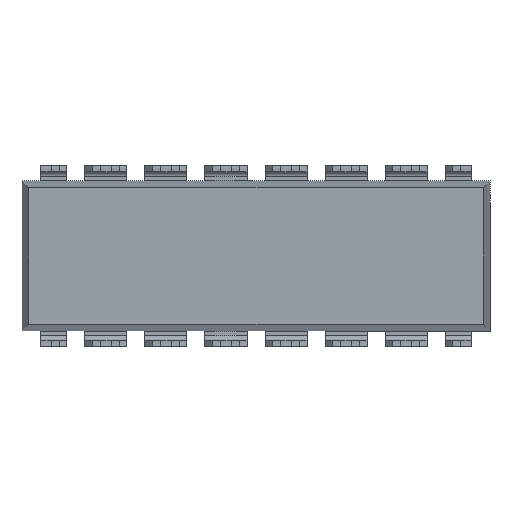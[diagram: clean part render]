
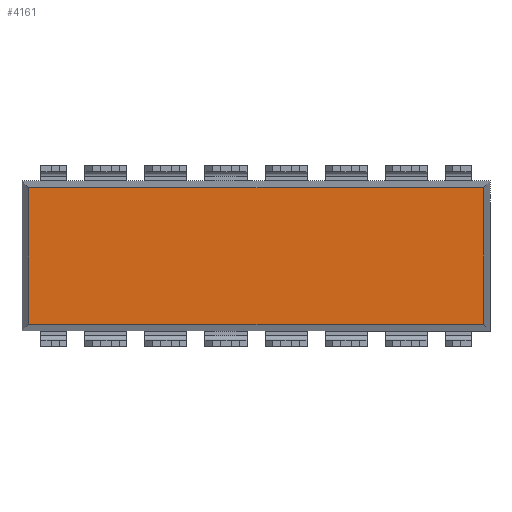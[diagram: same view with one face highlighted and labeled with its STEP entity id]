
A CAD part, front view. The second image highlights one B-rep face of the part: STEP entity #4161.
In plain terms, the highlighted planar face has unit normal (0, -1, 0).
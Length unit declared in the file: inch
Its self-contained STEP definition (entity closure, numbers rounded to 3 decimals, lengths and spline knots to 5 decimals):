
#160 = DIRECTION ( 'NONE',  ( -1., 0., 0. ) ) ;
#299 = CARTESIAN_POINT ( 'NONE',  ( -0.37881, 0.02, 0. ) ) ;
#397 = ORIENTED_EDGE ( 'NONE', *, *, #6083, .T. ) ;
#674 = CARTESIAN_POINT ( 'NONE',  ( -0.37881, 0.02, -0.11381 ) ) ;
#799 = VERTEX_POINT ( 'NONE', #8002 ) ;
#1426 = CARTESIAN_POINT ( 'NONE',  ( 0., 0.02, 0.11381 ) ) ;
#2170 = CARTESIAN_POINT ( 'NONE',  ( 0., 0.02, 0. ) ) ;
#2187 = VERTEX_POINT ( 'NONE', #4834 ) ;
#2703 = VECTOR ( 'NONE', #160, 39.37008 ) ;
#3138 = LINE ( 'NONE', #299, #7343 ) ;
#3376 = DIRECTION ( 'NONE',  ( 1., 0., 0. ) ) ;
#3669 = EDGE_CURVE ( 'NONE', #2187, #799, #4713, .T. ) ;
#3834 = EDGE_CURVE ( 'NONE', #799, #7465, #4107, .T. ) ;
#3930 = ORIENTED_EDGE ( 'NONE', *, *, #6266, .T. ) ;
#4040 = DIRECTION ( 'NONE',  ( 0., -1., 0. ) ) ;
#4107 = LINE ( 'NONE', #1426, #2703 ) ;
#4115 = EDGE_LOOP ( 'NONE', ( #6335, #3930, #397, #7323 ) ) ;
#4161 = ADVANCED_FACE ( 'NONE', ( #7682 ), #5870, .T. ) ;
#4422 = CARTESIAN_POINT ( 'NONE',  ( -0.37881, 0.02, 0.11381 ) ) ;
#4713 = LINE ( 'NONE', #5101, #6446 ) ;
#4834 = CARTESIAN_POINT ( 'NONE',  ( 0.37881, 0.02, -0.11381 ) ) ;
#5101 = CARTESIAN_POINT ( 'NONE',  ( 0.37881, 0.02, 0. ) ) ;
#5486 = VERTEX_POINT ( 'NONE', #674 ) ;
#5838 = LINE ( 'NONE', #7749, #7734 ) ;
#5870 = PLANE ( 'NONE',  #7187 ) ;
#5955 = DIRECTION ( 'NONE',  ( 0., 0., -1. ) ) ;
#6083 = EDGE_CURVE ( 'NONE', #5486, #2187, #5838, .T. ) ;
#6266 = EDGE_CURVE ( 'NONE', #7465, #5486, #3138, .T. ) ;
#6335 = ORIENTED_EDGE ( 'NONE', *, *, #3834, .T. ) ;
#6446 = VECTOR ( 'NONE', #6919, 39.37008 ) ;
#6852 = DIRECTION ( 'NONE',  ( 0., 0., -1. ) ) ;
#6919 = DIRECTION ( 'NONE',  ( 0., 0., 1. ) ) ;
#7187 = AXIS2_PLACEMENT_3D ( 'NONE', #2170, #4040, #5955 ) ;
#7323 = ORIENTED_EDGE ( 'NONE', *, *, #3669, .T. ) ;
#7343 = VECTOR ( 'NONE', #6852, 39.37008 ) ;
#7465 = VERTEX_POINT ( 'NONE', #4422 ) ;
#7682 = FACE_OUTER_BOUND ( 'NONE', #4115, .T. ) ;
#7734 = VECTOR ( 'NONE', #3376, 39.37008 ) ;
#7749 = CARTESIAN_POINT ( 'NONE',  ( 0., 0.02, -0.11381 ) ) ;
#8002 = CARTESIAN_POINT ( 'NONE',  ( 0.37881, 0.02, 0.11381 ) ) ;
